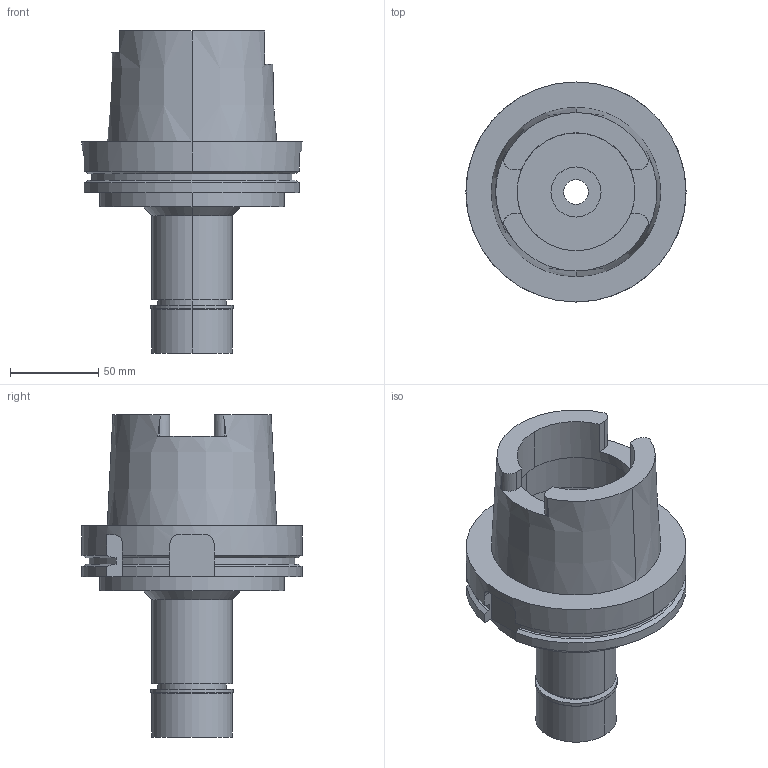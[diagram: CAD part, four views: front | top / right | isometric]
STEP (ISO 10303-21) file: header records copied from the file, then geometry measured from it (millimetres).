
FILE_DESCRIPTION((''),'2;1');
FILE_NAME('HSK-A125-MEGA20N-120-200_ASM','2018-12-04T',('ykawabe'),(''),'CREO PARAMETRIC BY PTC INC, 2016380','CREO PARAMETRIC BY PTC INC, 2016380','');
FILE_SCHEMA(('AUTOMOTIVE_DESIGN { 1 0 10303 214 1 1 1 1 }'));
Length unit declared in the file: millimetre
Products named in the file (5): HSK-A125-MEGA20N-120_1; NBC20-20_1; MGN20_1; DXF_TEMP_ASSY_ASM_4_ASM; HSK-A125-MEGA20N-120-200_ASM
Assembly tree (4 placements, depth 3):
  HSK-A125-MEGA20N-120-200_ASM
    DXF_TEMP_ASSY_ASM_4_ASM
      HSK-A125-MEGA20N-120_1
      NBC20-20_1
      MGN20_1
Bounding box: 125 x 125 x 183 mm (x, y, z)
Volume: 598700.6 mm3; surface area: 107596.6 mm2
Topology: 3 solids, 3 shells, 136 faces, 336 edges, 222 vertices
Faces by surface type: cylinder 61, plane 51, cone 22, torus 2
Entity records: 5943 total; most frequent: CARTESIAN_POINT 856, DIRECTION 798, ORIENTED_EDGE 672, PRESENTATION_STYLE_ASSIGNMENT 344, STYLED_ITEM 344, CURVE_STYLE 341, EDGE_CURVE 336, AXIS2_PLACEMENT_3D 328
